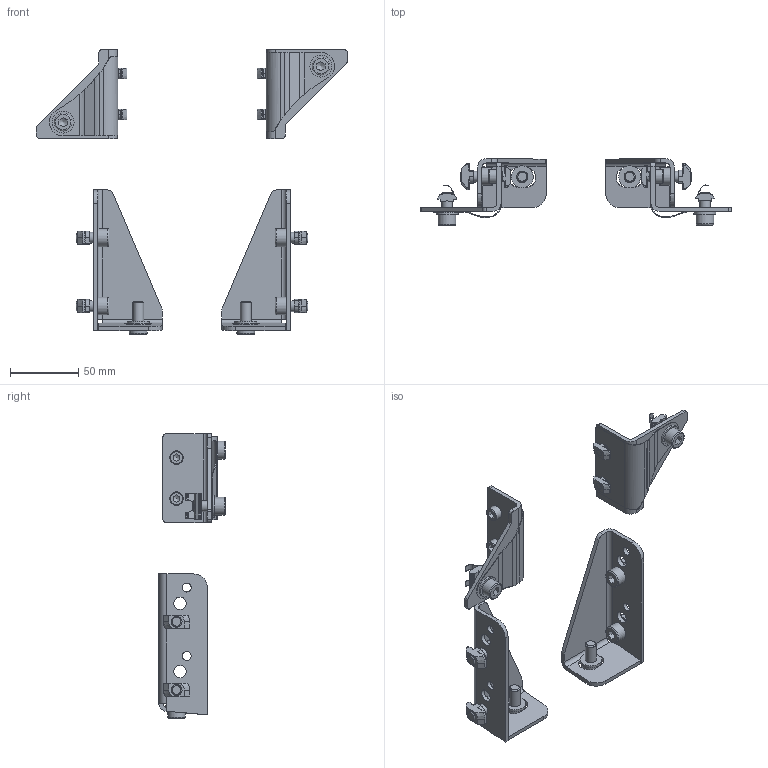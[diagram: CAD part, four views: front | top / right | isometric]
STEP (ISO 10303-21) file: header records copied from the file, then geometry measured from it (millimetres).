
FILE_DESCRIPTION(/* description */ (''),/* implementation_level */ '2;1');
FILE_NAME(/* name */ 'Syskomp 408530001 ECO-Schutzzaunbefestigung.stp',/* time_stamp */ '2017-02-10T14:44:20+01:00',/* author */ ('wheldmann'),/* organization */ (''),/* preprocessor_version */ 'ST-DEVELOPER v16.1',/* originating_system */ 'Autodesk Inventor 2016',/* authorisation */ '');
FILE_SCHEMA (('AUTOMOTIVE_DESIGN { 1 0 10303 214 3 1 1 }'));
Length unit declared in the file: centimetre
Products named in the file (5): 408530001 ECO-Schutzzaunbefestigung Fußbefestigung rechts; 408530001 ECO-Schutzzaunbefestigung Fußbefestigung links; 408530001 ECO-Schutzzaunbefestigung Kopfbefestigung links; 408530001 ECO-Schutzzaunbefestigung Kopfbefestigung rechts; 408530001 ECO-Schutzzaunbefestigung
Assembly tree (4 placements, depth 2):
  408530001 ECO-Schutzzaunbefestigung
    408530001 ECO-Schutzzaunbefestigung Fußbefestigung rechts
    408530001 ECO-Schutzzaunbefestigung Fußbefestigung links
    408530001 ECO-Schutzzaunbefestigung Kopfbefestigung links
    408530001 ECO-Schutzzaunbefestigung Kopfbefestigung rechts
Bounding box: 227.65 x 48.6 x 208.16 mm (x, y, z)
Volume: 38273.3 mm3; surface area: 73300.2 mm2
Topology: 2 solids, 4 shells, 1028 faces, 2816 edges, 1834 vertices
Faces by surface type: plane 594, cylinder 370, cone 40, torus 24
Full cylindrical faces by diameter (mm): 4.917 x4, 6 x4, 6.5 x8, 7 x4, 8 x14, 8.4 x4, 9 x8, 10 x4, 13 x8, 16 x4
Entity records: 34168 total; most frequent: CARTESIAN_POINT 7475, DIRECTION 5336, ORIENTED_EDGE 5300, EDGE_CURVE 2650, AXIS2_PLACEMENT_3D 1959, VERTEX_POINT 1780, LINE 1418, VECTOR 1418
